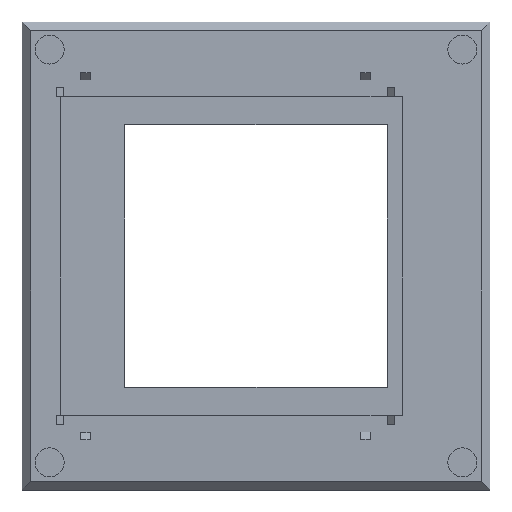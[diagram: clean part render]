
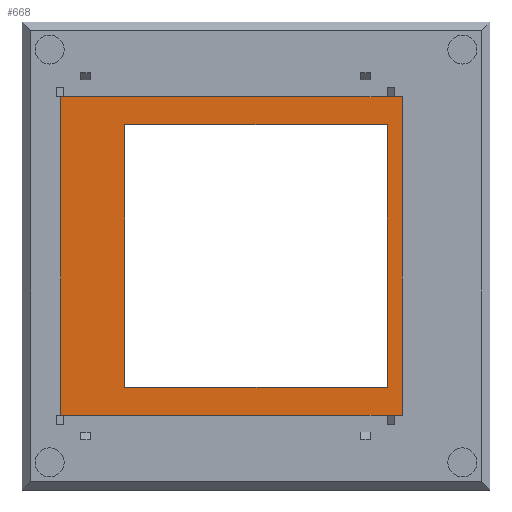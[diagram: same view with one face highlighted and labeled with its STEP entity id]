
A CAD part, top view. The second image highlights one B-rep face of the part: STEP entity #668.
In plain terms, the highlighted planar face has unit normal (0, 0, 1).
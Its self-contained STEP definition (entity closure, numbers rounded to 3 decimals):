
#44 = PLANE('',#45);
#45 = AXIS2_PLACEMENT_3D('',#46,#47,#48);
#46 = CARTESIAN_POINT('',(-13.5,-13.9,-49.7));
#47 = DIRECTION('',(0.,0.707,-0.707));
#48 = DIRECTION('',(-1.,0.,0.));
#72 = PLANE('',#73);
#73 = AXIS2_PLACEMENT_3D('',#74,#75,#76);
#74 = CARTESIAN_POINT('',(-13.9,13.5,-49.7));
#75 = DIRECTION('',(0.707,0.,-0.707));
#76 = DIRECTION('',(0.,1.,0.));
#100 = PLANE('',#101);
#101 = AXIS2_PLACEMENT_3D('',#102,#103,#104);
#102 = CARTESIAN_POINT('',(13.5,13.9,-49.7));
#103 = DIRECTION('',(0.,-0.707,-0.707));
#104 = DIRECTION('',(1.,0.,0.));
#126 = PLANE('',#127);
#127 = AXIS2_PLACEMENT_3D('',#128,#129,#130);
#128 = CARTESIAN_POINT('',(13.9,-13.5,-49.7));
#129 = DIRECTION('',(-0.707,0.,-0.707));
#130 = DIRECTION('',(0.,-1.,0.));
#256 = VERTEX_POINT('',#257);
#257 = CARTESIAN_POINT('',(-14.,-14.,-49.8));
#280 = VERTEX_POINT('',#281);
#281 = CARTESIAN_POINT('',(14.,-14.,-49.8));
#302 = EDGE_CURVE('',#256,#280,#303,.T.);
#303 = SURFACE_CURVE('',#304,(#308,#315),.PCURVE_S1.);
#304 = LINE('',#305,#306);
#305 = CARTESIAN_POINT('',(-8.063,-14.,-49.8));
#306 = VECTOR('',#307,1.);
#307 = DIRECTION('',(1.,0.,0.));
#308 = PCURVE('',#44,#309);
#309 = DEFINITIONAL_REPRESENTATION('',(#310),#314);
#310 = LINE('',#311,#312);
#311 = CARTESIAN_POINT('',(-5.438,-0.141));
#312 = VECTOR('',#313,1.);
#313 = DIRECTION('',(-1.,0.));
#314 = ( GEOMETRIC_REPRESENTATION_CONTEXT(2) 
PARAMETRIC_REPRESENTATION_CONTEXT() REPRESENTATION_CONTEXT('2D SPACE',''
  ) );
#315 = PCURVE('',#316,#321);
#316 = PLANE('',#317);
#317 = AXIS2_PLACEMENT_3D('',#318,#319,#320);
#318 = CARTESIAN_POINT('',(-2.625,0.,-49.8));
#319 = DIRECTION('',(0.,0.,-1.));
#320 = DIRECTION('',(0.,-1.,0.));
#321 = DEFINITIONAL_REPRESENTATION('',(#322),#326);
#322 = LINE('',#323,#324);
#323 = CARTESIAN_POINT('',(14.,5.438));
#324 = VECTOR('',#325,1.);
#325 = DIRECTION('',(0.,-1.));
#326 = ( GEOMETRIC_REPRESENTATION_CONTEXT(2) 
PARAMETRIC_REPRESENTATION_CONTEXT() REPRESENTATION_CONTEXT('2D SPACE',''
  ) );
#332 = VERTEX_POINT('',#333);
#333 = CARTESIAN_POINT('',(-14.,14.,-49.8));
#356 = EDGE_CURVE('',#332,#256,#357,.T.);
#357 = SURFACE_CURVE('',#358,(#362,#369),.PCURVE_S1.);
#358 = LINE('',#359,#360);
#359 = CARTESIAN_POINT('',(-14.,6.75,-49.8));
#360 = VECTOR('',#361,1.);
#361 = DIRECTION('',(0.,-1.,0.));
#362 = PCURVE('',#72,#363);
#363 = DEFINITIONAL_REPRESENTATION('',(#364),#368);
#364 = LINE('',#365,#366);
#365 = CARTESIAN_POINT('',(-6.75,-0.141));
#366 = VECTOR('',#367,1.);
#367 = DIRECTION('',(-1.,0.));
#368 = ( GEOMETRIC_REPRESENTATION_CONTEXT(2) 
PARAMETRIC_REPRESENTATION_CONTEXT() REPRESENTATION_CONTEXT('2D SPACE',''
  ) );
#369 = PCURVE('',#316,#370);
#370 = DEFINITIONAL_REPRESENTATION('',(#371),#375);
#371 = LINE('',#372,#373);
#372 = CARTESIAN_POINT('',(-6.75,11.375));
#373 = VECTOR('',#374,1.);
#374 = DIRECTION('',(1.,0.));
#375 = ( GEOMETRIC_REPRESENTATION_CONTEXT(2) 
PARAMETRIC_REPRESENTATION_CONTEXT() REPRESENTATION_CONTEXT('2D SPACE',''
  ) );
#383 = VERTEX_POINT('',#384);
#384 = CARTESIAN_POINT('',(14.,14.,-49.8));
#405 = EDGE_CURVE('',#280,#383,#406,.T.);
#406 = SURFACE_CURVE('',#407,(#411,#418),.PCURVE_S1.);
#407 = LINE('',#408,#409);
#408 = CARTESIAN_POINT('',(14.,-6.75,-49.8));
#409 = VECTOR('',#410,1.);
#410 = DIRECTION('',(0.,1.,-0.));
#411 = PCURVE('',#126,#412);
#412 = DEFINITIONAL_REPRESENTATION('',(#413),#417);
#413 = LINE('',#414,#415);
#414 = CARTESIAN_POINT('',(-6.75,-0.141));
#415 = VECTOR('',#416,1.);
#416 = DIRECTION('',(-1.,0.));
#417 = ( GEOMETRIC_REPRESENTATION_CONTEXT(2) 
PARAMETRIC_REPRESENTATION_CONTEXT() REPRESENTATION_CONTEXT('2D SPACE',''
  ) );
#418 = PCURVE('',#316,#419);
#419 = DEFINITIONAL_REPRESENTATION('',(#420),#424);
#420 = LINE('',#421,#422);
#421 = CARTESIAN_POINT('',(6.75,-16.625));
#422 = VECTOR('',#423,1.);
#423 = DIRECTION('',(-1.,0.));
#424 = ( GEOMETRIC_REPRESENTATION_CONTEXT(2) 
PARAMETRIC_REPRESENTATION_CONTEXT() REPRESENTATION_CONTEXT('2D SPACE',''
  ) );
#432 = EDGE_CURVE('',#383,#332,#433,.T.);
#433 = SURFACE_CURVE('',#434,(#438,#445),.PCURVE_S1.);
#434 = LINE('',#435,#436);
#435 = CARTESIAN_POINT('',(5.438,14.,-49.8));
#436 = VECTOR('',#437,1.);
#437 = DIRECTION('',(-1.,0.,0.));
#438 = PCURVE('',#100,#439);
#439 = DEFINITIONAL_REPRESENTATION('',(#440),#444);
#440 = LINE('',#441,#442);
#441 = CARTESIAN_POINT('',(-8.063,-0.141));
#442 = VECTOR('',#443,1.);
#443 = DIRECTION('',(-1.,0.));
#444 = ( GEOMETRIC_REPRESENTATION_CONTEXT(2) 
PARAMETRIC_REPRESENTATION_CONTEXT() REPRESENTATION_CONTEXT('2D SPACE',''
  ) );
#445 = PCURVE('',#316,#446);
#446 = DEFINITIONAL_REPRESENTATION('',(#447),#451);
#447 = LINE('',#448,#449);
#448 = CARTESIAN_POINT('',(-14.,-8.063));
#449 = VECTOR('',#450,1.);
#450 = DIRECTION('',(0.,1.));
#451 = ( GEOMETRIC_REPRESENTATION_CONTEXT(2) 
PARAMETRIC_REPRESENTATION_CONTEXT() REPRESENTATION_CONTEXT('2D SPACE',''
  ) );
#668 = ADVANCED_FACE('',(#669,#783),#316,.F.);
#669 = FACE_BOUND('',#670,.F.);
#670 = EDGE_LOOP('',(#671,#701,#729,#757));
#671 = ORIENTED_EDGE('',*,*,#672,.T.);
#672 = EDGE_CURVE('',#673,#675,#677,.T.);
#673 = VERTEX_POINT('',#674);
#674 = CARTESIAN_POINT('',(15.6,17.,-49.8));
#675 = VERTEX_POINT('',#676);
#676 = CARTESIAN_POINT('',(15.6,-17.,-49.8));
#677 = SURFACE_CURVE('',#678,(#682,#689),.PCURVE_S1.);
#678 = LINE('',#679,#680);
#679 = CARTESIAN_POINT('',(15.6,17.,-49.8));
#680 = VECTOR('',#681,1.);
#681 = DIRECTION('',(0.,-1.,0.));
#682 = PCURVE('',#316,#683);
#683 = DEFINITIONAL_REPRESENTATION('',(#684),#688);
#684 = LINE('',#685,#686);
#685 = CARTESIAN_POINT('',(-17.,-18.225));
#686 = VECTOR('',#687,1.);
#687 = DIRECTION('',(1.,0.));
#688 = ( GEOMETRIC_REPRESENTATION_CONTEXT(2) 
PARAMETRIC_REPRESENTATION_CONTEXT() REPRESENTATION_CONTEXT('2D SPACE',''
  ) );
#689 = PCURVE('',#690,#695);
#690 = PLANE('',#691);
#691 = AXIS2_PLACEMENT_3D('',#692,#693,#694);
#692 = CARTESIAN_POINT('',(15.6,17.,-48.1));
#693 = DIRECTION('',(-1.,0.,0.));
#694 = DIRECTION('',(0.,-1.,0.));
#695 = DEFINITIONAL_REPRESENTATION('',(#696),#700);
#696 = LINE('',#697,#698);
#697 = CARTESIAN_POINT('',(0.,-1.7));
#698 = VECTOR('',#699,1.);
#699 = DIRECTION('',(1.,0.));
#700 = ( GEOMETRIC_REPRESENTATION_CONTEXT(2) 
PARAMETRIC_REPRESENTATION_CONTEXT() REPRESENTATION_CONTEXT('2D SPACE',''
  ) );
#701 = ORIENTED_EDGE('',*,*,#702,.T.);
#702 = EDGE_CURVE('',#675,#703,#705,.T.);
#703 = VERTEX_POINT('',#704);
#704 = CARTESIAN_POINT('',(-20.85,-17.,-49.8));
#705 = SURFACE_CURVE('',#706,(#710,#717),.PCURVE_S1.);
#706 = LINE('',#707,#708);
#707 = CARTESIAN_POINT('',(15.6,-17.,-49.8));
#708 = VECTOR('',#709,1.);
#709 = DIRECTION('',(-1.,0.,0.));
#710 = PCURVE('',#316,#711);
#711 = DEFINITIONAL_REPRESENTATION('',(#712),#716);
#712 = LINE('',#713,#714);
#713 = CARTESIAN_POINT('',(17.,-18.225));
#714 = VECTOR('',#715,1.);
#715 = DIRECTION('',(0.,1.));
#716 = ( GEOMETRIC_REPRESENTATION_CONTEXT(2) 
PARAMETRIC_REPRESENTATION_CONTEXT() REPRESENTATION_CONTEXT('2D SPACE',''
  ) );
#717 = PCURVE('',#718,#723);
#718 = PLANE('',#719);
#719 = AXIS2_PLACEMENT_3D('',#720,#721,#722);
#720 = CARTESIAN_POINT('',(15.6,-17.,-48.1));
#721 = DIRECTION('',(0.,1.,0.));
#722 = DIRECTION('',(-1.,0.,0.));
#723 = DEFINITIONAL_REPRESENTATION('',(#724),#728);
#724 = LINE('',#725,#726);
#725 = CARTESIAN_POINT('',(0.,-1.7));
#726 = VECTOR('',#727,1.);
#727 = DIRECTION('',(1.,0.));
#728 = ( GEOMETRIC_REPRESENTATION_CONTEXT(2) 
PARAMETRIC_REPRESENTATION_CONTEXT() REPRESENTATION_CONTEXT('2D SPACE',''
  ) );
#729 = ORIENTED_EDGE('',*,*,#730,.T.);
#730 = EDGE_CURVE('',#703,#731,#733,.T.);
#731 = VERTEX_POINT('',#732);
#732 = CARTESIAN_POINT('',(-20.85,17.,-49.8));
#733 = SURFACE_CURVE('',#734,(#738,#745),.PCURVE_S1.);
#734 = LINE('',#735,#736);
#735 = CARTESIAN_POINT('',(-20.85,-17.,-49.8));
#736 = VECTOR('',#737,1.);
#737 = DIRECTION('',(0.,1.,0.));
#738 = PCURVE('',#316,#739);
#739 = DEFINITIONAL_REPRESENTATION('',(#740),#744);
#740 = LINE('',#741,#742);
#741 = CARTESIAN_POINT('',(17.,18.225));
#742 = VECTOR('',#743,1.);
#743 = DIRECTION('',(-1.,0.));
#744 = ( GEOMETRIC_REPRESENTATION_CONTEXT(2) 
PARAMETRIC_REPRESENTATION_CONTEXT() REPRESENTATION_CONTEXT('2D SPACE',''
  ) );
#745 = PCURVE('',#746,#751);
#746 = PLANE('',#747);
#747 = AXIS2_PLACEMENT_3D('',#748,#749,#750);
#748 = CARTESIAN_POINT('',(-20.85,-17.,-48.1));
#749 = DIRECTION('',(1.,0.,0.));
#750 = DIRECTION('',(0.,1.,0.));
#751 = DEFINITIONAL_REPRESENTATION('',(#752),#756);
#752 = LINE('',#753,#754);
#753 = CARTESIAN_POINT('',(0.,-1.7));
#754 = VECTOR('',#755,1.);
#755 = DIRECTION('',(1.,0.));
#756 = ( GEOMETRIC_REPRESENTATION_CONTEXT(2) 
PARAMETRIC_REPRESENTATION_CONTEXT() REPRESENTATION_CONTEXT('2D SPACE',''
  ) );
#757 = ORIENTED_EDGE('',*,*,#758,.T.);
#758 = EDGE_CURVE('',#731,#673,#759,.T.);
#759 = SURFACE_CURVE('',#760,(#764,#771),.PCURVE_S1.);
#760 = LINE('',#761,#762);
#761 = CARTESIAN_POINT('',(-20.85,17.,-49.8));
#762 = VECTOR('',#763,1.);
#763 = DIRECTION('',(1.,0.,0.));
#764 = PCURVE('',#316,#765);
#765 = DEFINITIONAL_REPRESENTATION('',(#766),#770);
#766 = LINE('',#767,#768);
#767 = CARTESIAN_POINT('',(-17.,18.225));
#768 = VECTOR('',#769,1.);
#769 = DIRECTION('',(0.,-1.));
#770 = ( GEOMETRIC_REPRESENTATION_CONTEXT(2) 
PARAMETRIC_REPRESENTATION_CONTEXT() REPRESENTATION_CONTEXT('2D SPACE',''
  ) );
#771 = PCURVE('',#772,#777);
#772 = PLANE('',#773);
#773 = AXIS2_PLACEMENT_3D('',#774,#775,#776);
#774 = CARTESIAN_POINT('',(-20.85,17.,-48.1));
#775 = DIRECTION('',(0.,-1.,0.));
#776 = DIRECTION('',(1.,0.,0.));
#777 = DEFINITIONAL_REPRESENTATION('',(#778),#782);
#778 = LINE('',#779,#780);
#779 = CARTESIAN_POINT('',(0.,-1.7));
#780 = VECTOR('',#781,1.);
#781 = DIRECTION('',(1.,0.));
#782 = ( GEOMETRIC_REPRESENTATION_CONTEXT(2) 
PARAMETRIC_REPRESENTATION_CONTEXT() REPRESENTATION_CONTEXT('2D SPACE',''
  ) );
#783 = FACE_BOUND('',#784,.F.);
#784 = EDGE_LOOP('',(#785,#786,#787,#788));
#785 = ORIENTED_EDGE('',*,*,#356,.T.);
#786 = ORIENTED_EDGE('',*,*,#302,.T.);
#787 = ORIENTED_EDGE('',*,*,#405,.T.);
#788 = ORIENTED_EDGE('',*,*,#432,.T.);
